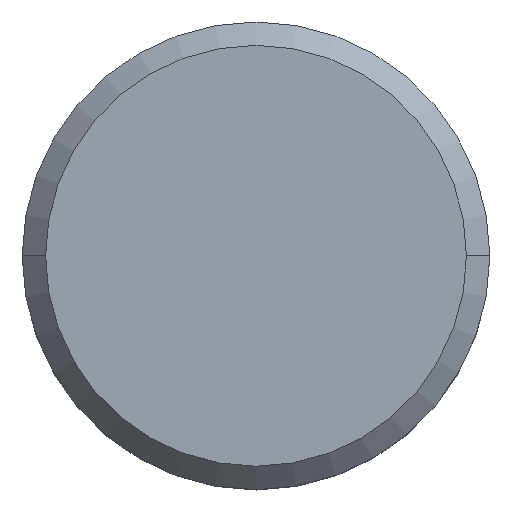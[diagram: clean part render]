
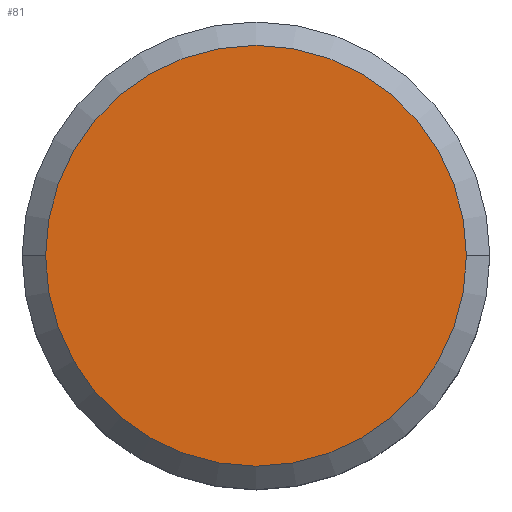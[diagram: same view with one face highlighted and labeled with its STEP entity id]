
A CAD part, top view. The second image highlights one B-rep face of the part: STEP entity #81.
In plain terms, the highlighted planar face has unit normal (0, 0, 1).
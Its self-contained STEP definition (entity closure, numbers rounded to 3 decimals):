
#81=ADVANCED_FACE('',(#187),#188,.T.);
#89=EDGE_CURVE('',#123,#129,#198,.T.);
#109=EDGE_CURVE('',#129,#123,#219,.T.);
#123=VERTEX_POINT('',#235);
#129=VERTEX_POINT('',#243);
#187=FACE_OUTER_BOUND('',#296,.T.);
#188=PLANE('',#297);
#198=CIRCLE('',#309,5.4);
#219=CIRCLE('',#340,5.4);
#235=CARTESIAN_POINT('',(-5.4,0.,6.0));
#243=CARTESIAN_POINT('',(5.4,0.,6.0));
#296=EDGE_LOOP('',(#436,#437));
#297=AXIS2_PLACEMENT_3D('',#438,#439,#440);
#309=AXIS2_PLACEMENT_3D('',#460,#461,#462);
#340=AXIS2_PLACEMENT_3D('',#483,#484,#485);
#436=ORIENTED_EDGE('',*,*,#109,.F.);
#437=ORIENTED_EDGE('',*,*,#89,.F.);
#438=CARTESIAN_POINT('',(2.7,0.,6.0));
#439=DIRECTION('',(0.0,0.,1.0));
#440=DIRECTION('',(-1.0,0.0,0.0));
#460=CARTESIAN_POINT('',(0.0,0.,6.0));
#461=DIRECTION('',(0.0,0.,-1.0));
#462=DIRECTION('',(1.0,0.0,0.0));
#483=CARTESIAN_POINT('',(0.0,0.,6.0));
#484=DIRECTION('',(0.0,0.,-1.0));
#485=DIRECTION('',(1.0,0.0,0.0));
